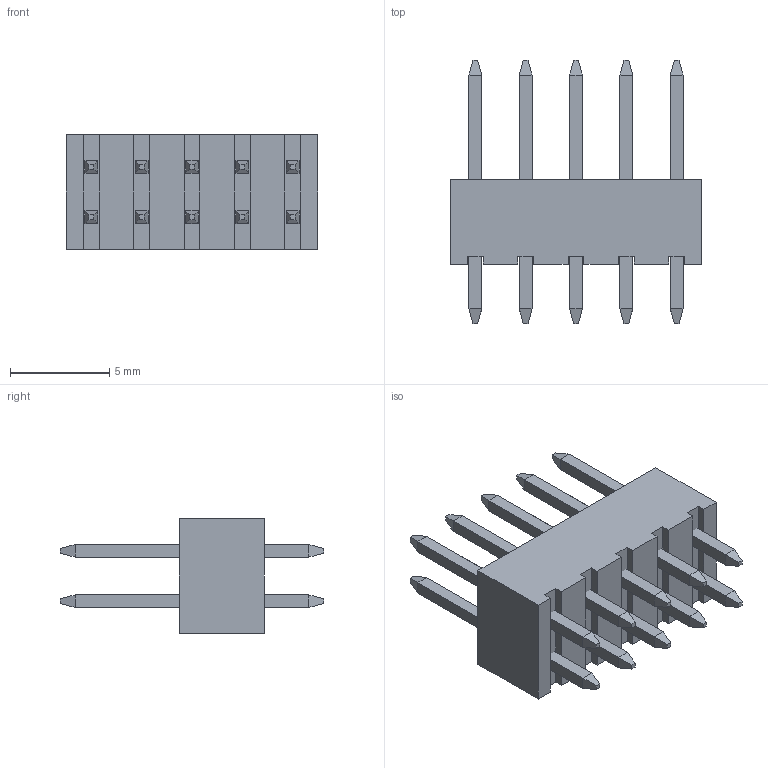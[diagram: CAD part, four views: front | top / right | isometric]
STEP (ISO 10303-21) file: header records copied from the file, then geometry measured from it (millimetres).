
FILE_DESCRIPTION (( 'STEP AP203' ), '1' );
FILE_NAME ('BG045-10-X-0600-0300-X-X_revD.STEP', '2014-11-12T11:03:58', ( '' ), ( '' ), 'SwSTEP 2.0', 'SolidWorks 2010', '' );
FILE_SCHEMA (( 'CONFIG_CONTROL_DESIGN' ));
Length unit declared in the file: millimetre
Products named in the file (3): BG045-10con-Insulator; BG045-Contact-0600-0300; BG045-10-X-0600-0300-X-X_revD
Assembly tree (11 placements, depth 2):
  BG045-10-X-0600-0300-X-X_revD
    BG045-Contact-0600-0300  x10
    BG045-10con-Insulator
Bounding box: 12.7 x 13.29 x 5.8 mm (x, y, z)
Volume: 358.1 mm3; surface area: 656.3 mm2
Topology: 11 solids, 11 shells, 166 faces, 352 edges, 208 vertices
Faces by surface type: plane 166
Entity records: 1753 total; most frequent: CARTESIAN_POINT 218, DIRECTION 208, ORIENTED_EDGE 200, LINE 100, VECTOR 100, EDGE_CURVE 100, VERTEX_POINT 64, AXIS2_PLACEMENT_3D 54
